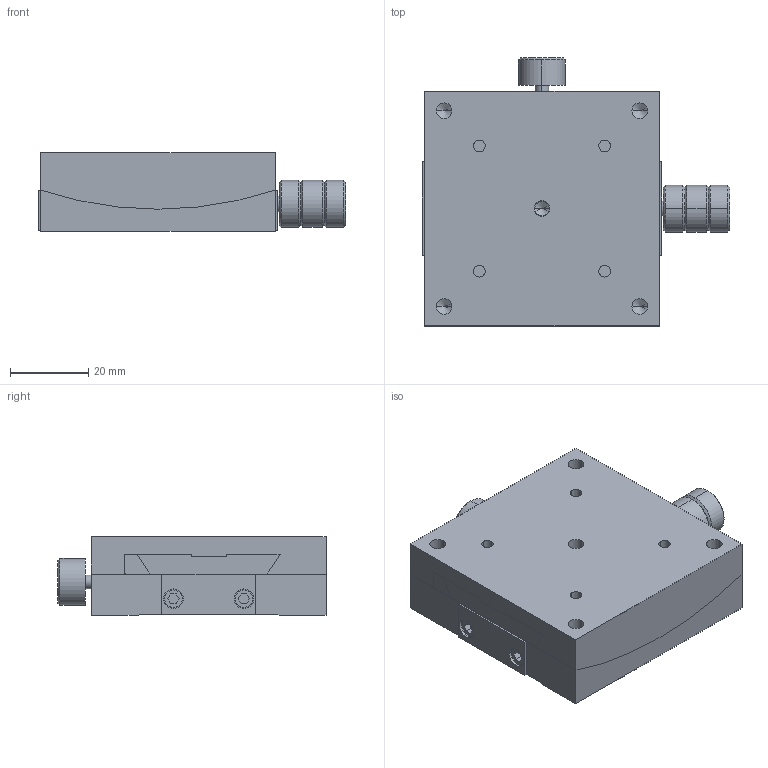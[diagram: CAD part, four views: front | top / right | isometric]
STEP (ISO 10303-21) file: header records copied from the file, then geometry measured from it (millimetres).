
FILE_DESCRIPTION (( 'STEP AP203' ), '1' );
FILE_NAME ('6-80.STEP', '2008-08-02T07:53:00', ( '陳志豪' ), ( '高明鐵企業股份有限公司' ), 'SwSTEP 2.0', 'SolidWorks 2007', '' );
FILE_SCHEMA (( 'CONFIG_CONTROL_DESIGN' ));
Length unit declared in the file: millimetre
Products named in the file (1): 6-80
Bounding box: 78.6 x 68.5 x 20 mm (x, y, z)
Volume: 72684.3 mm3; surface area: 34894.4 mm2
Topology: 12 solids, 12 shells, 586 faces, 1503 edges, 983 vertices
Faces by surface type: plane 302, bspline 129, cylinder 125, cone 30
Entity records: 25144 total; most frequent: CARTESIAN_POINT 11512, ORIENTED_EDGE 2978, DIRECTION 2397, EDGE_CURVE 1489, VERTEX_POINT 983, VECTOR 965, LINE 965, AXIS2_PLACEMENT_3D 716
